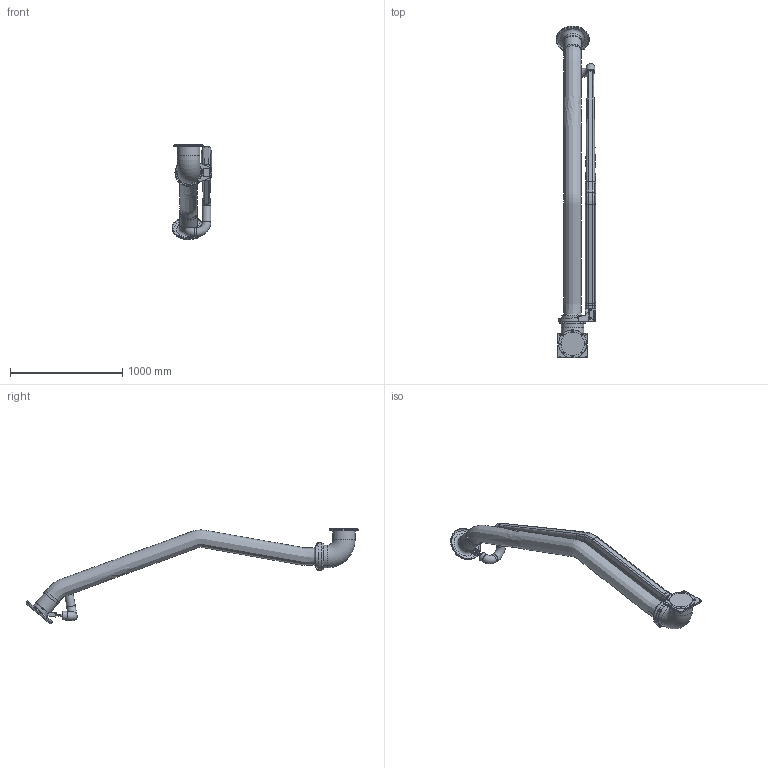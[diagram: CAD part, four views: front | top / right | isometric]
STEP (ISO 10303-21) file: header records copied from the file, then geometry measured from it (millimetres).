
FILE_DESCRIPTION(/* description */ ('Unknown'),/* implementation_level */ '2;1');
FILE_NAME(/* name */ 'SR00142',/* time_stamp */ '2019-10-24T14:22:50+02:00',/* author */ ('Unknown'),/* organization */ ('Unknown'),/* preprocessor_version */ 'ST-DEVELOPER v16.7',/* originating_system */ 'DEX',/* authorisation */ $);
FILE_SCHEMA (('AUTOMOTIVE_DESIGN {1 0 10303 214 3 1 1}'));
Length unit declared in the file: millimetre
Products named in the file (16): SR00142; SR2005690-6; 2005426; SR2005424; SR2005978(3m); Hood; Swivel-NEX-D; SR2005111-5; SR2005112; SR2005303; SR2005742; SR2006436-4; Hose+hood 3m; SR33026; Part1; Join
Assembly tree (15 placements, depth 3):
  SR00142
    SR2005690-6
    2005426
    SR2005424
    SR2005978(3m)
    Hood
    Swivel-NEX-D
      SR2005111-5
      SR2005112
      SR2005303
      SR2005742
      SR2006436-4
    Hose+hood 3m
      SR33026
    Part1
    Join
Bounding box: 356.52 x 2962.04 x 850.69 mm (x, y, z)
Volume: 86971837.7 mm3; surface area: 3395144 mm2
Topology: 14 solids, 15 shells, 371 faces, 927 edges, 586 vertices
Faces by surface type: cylinder 179, plane 115, torus 50, bspline 21, sphere 4, cone 2
Full cylindrical faces by diameter (mm): 7 x1, 9 x8, 10 x1, 11 x8, 15 x8, 18 x2, 20 x2, 22 x1, 24 x1, 77.18 x4, 156 x4, 158 x2, 192 x1, 200 x2, 201.6 x1, 209.06 x1, 250.14 x1, 295 x1, 297 x1
Entity records: 14186 total; most frequent: CARTESIAN_POINT 4970, DIRECTION 1990, ORIENTED_EDGE 1660, EDGE_CURVE 830, AXIS2_PLACEMENT_3D 817, VERTEX_POINT 569, EDGE_LOOP 519, FACE_BOUND 519
